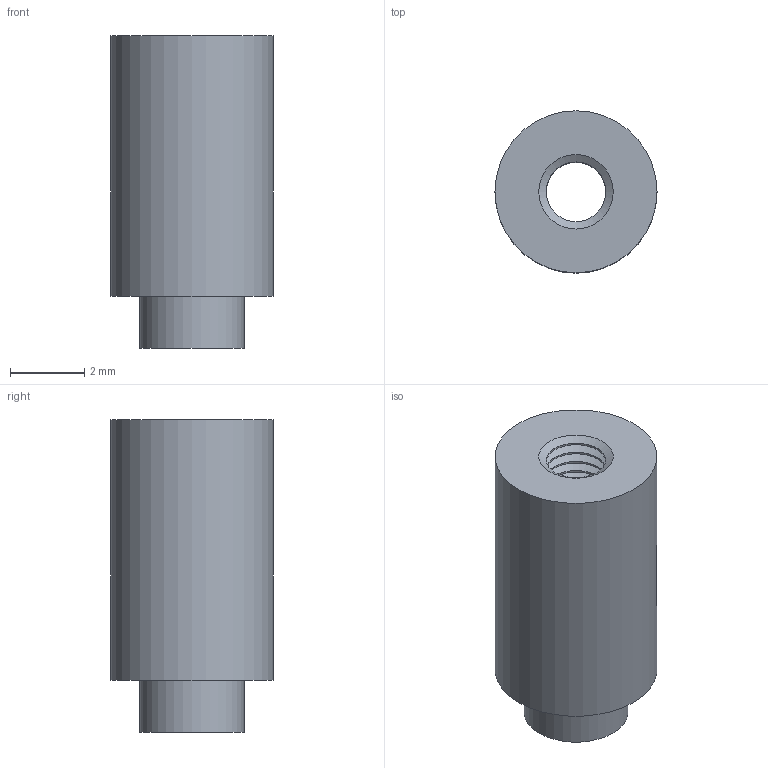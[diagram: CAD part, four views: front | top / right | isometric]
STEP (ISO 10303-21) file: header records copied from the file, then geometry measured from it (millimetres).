
FILE_DESCRIPTION(/* description */ (''),/* implementation_level */ '2;1');
FILE_NAME(/* name */ 'WURTH_9774070243.stp',/* time_stamp */ '2017-01-12T17:28:40+01:00',/* author */ ('riccim'),/* organization */ ('SolidWorks'),/* preprocessor_version */ 'ST-DEVELOPER v15.5',/* originating_system */ 'AutoCAD Mechanical',/* authorisation */ ' ');
FILE_SCHEMA (('AUTOMOTIVE_DESIGN { 1 0 10303 214 3 1 1 }'));
Length unit declared in the file: millimetre
Products named in the file (1): Product
Bounding box: 4.35 x 4.35 x 8.4 mm (x, y, z)
Volume: 92 mm3; surface area: 213.1 mm2
Topology: 1 solids, 1 shells, 89 faces, 175 edges, 89 vertices
Faces by surface type: cone 56, cylinder 30, plane 3
Full cylindrical faces by diameter (mm): 1.6 x28, 2.8 x1, 4.35 x1
Entity records: 1820 total; most frequent: DIRECTION 358, CARTESIAN_POINT 268, AXIS2_PLACEMENT_3D 179, EDGE_LOOP 178, ORIENTED_EDGE 178, FACE_BOUND 89, FACE_OUTER_BOUND 89, CIRCLE 89
